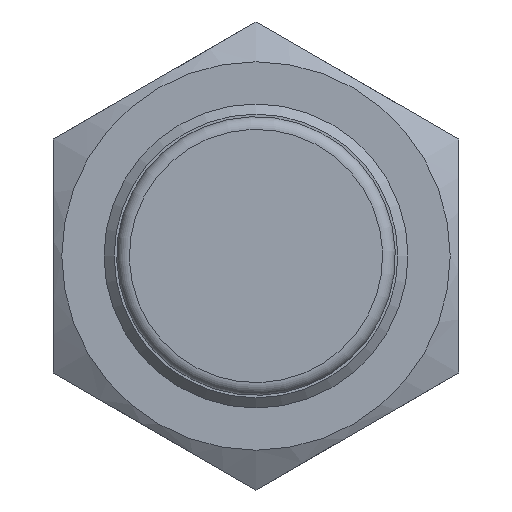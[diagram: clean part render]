
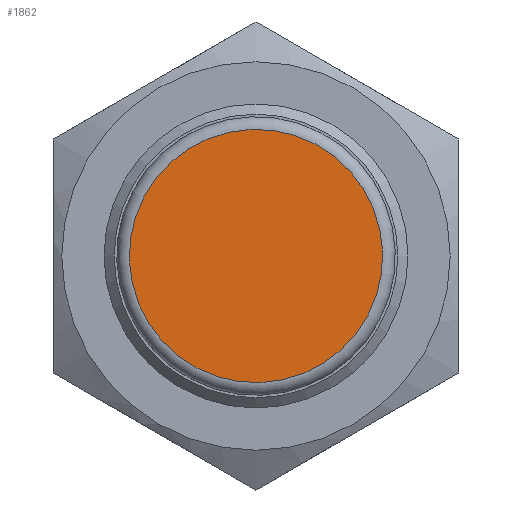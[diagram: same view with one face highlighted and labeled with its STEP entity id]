
A CAD part, left-side view. The second image highlights one B-rep face of the part: STEP entity #1862.
In plain terms, the highlighted planar face has unit normal (-1, 0, 0).
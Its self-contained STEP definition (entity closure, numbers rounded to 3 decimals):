
#1726 = TOROIDAL_SURFACE('',#1727,7.5,0.75);
#1727 = AXIS2_PLACEMENT_3D('',#1728,#1729,#1730);
#1728 = CARTESIAN_POINT('',(-0.05,0.,
    0.));
#1729 = DIRECTION('',(-1.,0.,0.));
#1730 = DIRECTION('',(0.,0.952,0.305)
  );
#1749 = VERTEX_POINT('',#1750);
#1750 = CARTESIAN_POINT('',(-0.8,2.288,-7.142));
#1775 = EDGE_CURVE('',#1749,#1749,#1776,.T.);
#1776 = SURFACE_CURVE('',#1777,(#1782,#1788),.PCURVE_S1.);
#1777 = CIRCLE('',#1778,7.5);
#1778 = AXIS2_PLACEMENT_3D('',#1779,#1780,#1781);
#1779 = CARTESIAN_POINT('',(-0.8,0.,0.)
  );
#1780 = DIRECTION('',(1.,0.,0.));
#1781 = DIRECTION('',(0.,-0.305,0.952
    ));
#1782 = PCURVE('',#1726,#1783);
#1783 = DEFINITIONAL_REPRESENTATION('',(#1784),#1787);
#1784 = B_SPLINE_CURVE_WITH_KNOTS('',1,(#1785,#1786),.UNSPECIFIED.,.F.,
  .F.,(2,2),(3.142,9.425),.PIECEWISE_BEZIER_KNOTS.);
#1785 = CARTESIAN_POINT('',(7.854,7.854));
#1786 = CARTESIAN_POINT('',(1.571,7.854));
#1787 = ( GEOMETRIC_REPRESENTATION_CONTEXT(2) 
PARAMETRIC_REPRESENTATION_CONTEXT() REPRESENTATION_CONTEXT('2D SPACE',''
  ) );
#1788 = PCURVE('',#1789,#1794);
#1789 = PLANE('',#1790);
#1790 = AXIS2_PLACEMENT_3D('',#1791,#1792,#1793);
#1791 = CARTESIAN_POINT('',(-0.8,1.259,-3.928));
#1792 = DIRECTION('',(-1.,0.,0.));
#1793 = DIRECTION('',(0.,0.952,0.305)
  );
#1794 = DEFINITIONAL_REPRESENTATION('',(#1795),#1803);
#1795 = ( BOUNDED_CURVE() B_SPLINE_CURVE(2,(#1796,#1797,#1798,#1799,
#1800,#1801,#1802),.UNSPECIFIED.,.F.,.F.) B_SPLINE_CURVE_WITH_KNOTS((1,2
    ,2,2,2,1),(-2.094,0.,2.094,4.189,
6.283,8.378),.UNSPECIFIED.) CURVE() 
GEOMETRIC_REPRESENTATION_ITEM() RATIONAL_B_SPLINE_CURVE((1.,0.5,1.,0.5,
1.,0.5,1.)) REPRESENTATION_ITEM('') );
#1796 = CARTESIAN_POINT('',(0.,-11.625));
#1797 = CARTESIAN_POINT('',(-12.99,-11.625));
#1798 = CARTESIAN_POINT('',(-6.495,-0.375));
#1799 = CARTESIAN_POINT('',(0.,10.875));
#1800 = CARTESIAN_POINT('',(6.495,-0.375));
#1801 = CARTESIAN_POINT('',(12.99,-11.625));
#1802 = CARTESIAN_POINT('',(0.,-11.625));
#1803 = ( GEOMETRIC_REPRESENTATION_CONTEXT(2) 
PARAMETRIC_REPRESENTATION_CONTEXT() REPRESENTATION_CONTEXT('2D SPACE',''
  ) );
#1862 = ADVANCED_FACE('',(#1863),#1789,.T.);
#1863 = FACE_BOUND('',#1864,.T.);
#1864 = EDGE_LOOP('',(#1865));
#1865 = ORIENTED_EDGE('',*,*,#1775,.F.);
